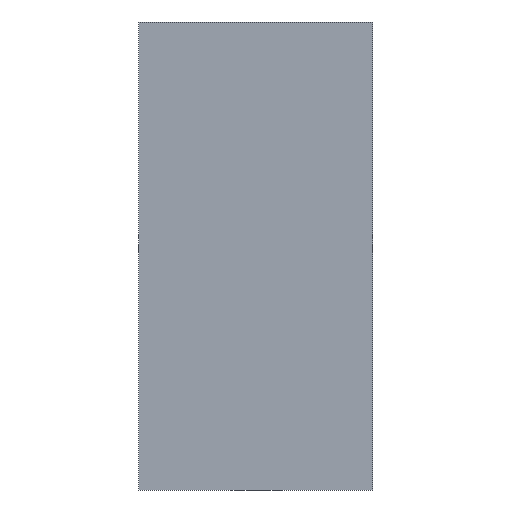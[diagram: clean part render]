
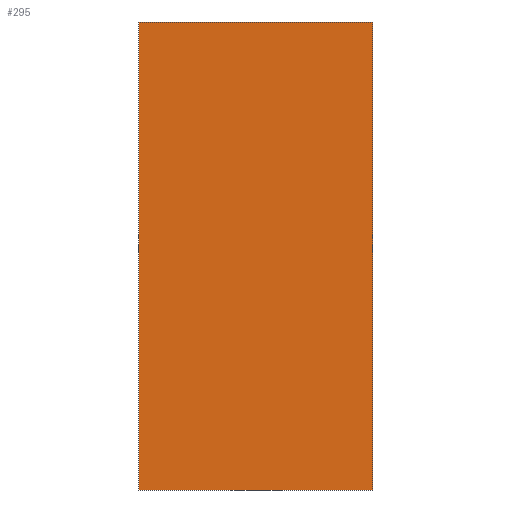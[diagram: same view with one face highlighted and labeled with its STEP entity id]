
A CAD part, front view. The second image highlights one B-rep face of the part: STEP entity #295.
In plain terms, the highlighted planar face has unit normal (0, -1, 0).
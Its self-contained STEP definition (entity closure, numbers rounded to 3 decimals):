
#3 = PLANE ( 'NONE',  #154 ) ;
#11 = ORIENTED_EDGE ( 'NONE', *, *, #241, .T. ) ;
#14 = EDGE_CURVE ( 'NONE', #127, #129, #283, .T. ) ;
#23 = VECTOR ( 'NONE', #25, 1000. ) ;
#25 = DIRECTION ( 'NONE',  ( 0., 0., -1. ) ) ;
#39 = FACE_OUTER_BOUND ( 'NONE', #235, .T. ) ;
#46 = DIRECTION ( 'NONE',  ( 1., 0., 0. ) ) ;
#49 = EDGE_CURVE ( 'NONE', #132, #127, #237, .T. ) ;
#52 = CARTESIAN_POINT ( 'NONE',  ( 3.5, -25., 14. ) ) ;
#60 = DIRECTION ( 'NONE',  ( 0., 0., -1. ) ) ;
#61 = DIRECTION ( 'NONE',  ( 0., 0., 1. ) ) ;
#62 = VECTOR ( 'NONE', #60, 1000. ) ;
#100 = ORIENTED_EDGE ( 'NONE', *, *, #14, .F. ) ;
#115 = CARTESIAN_POINT ( 'NONE',  ( -3.5, -25., 14. ) ) ;
#125 = DIRECTION ( 'NONE',  ( 0., 1., 0. ) ) ;
#127 = VERTEX_POINT ( 'NONE', #382 ) ;
#129 = VERTEX_POINT ( 'NONE', #286 ) ;
#132 = VERTEX_POINT ( 'NONE', #115 ) ;
#141 = VECTOR ( 'NONE', #46, 1000. ) ;
#154 = AXIS2_PLACEMENT_3D ( 'NONE', #156, #125, #61 ) ;
#156 = CARTESIAN_POINT ( 'NONE',  ( -3.5, -25., 14. ) ) ;
#177 = DIRECTION ( 'NONE',  ( 1., 0., 0. ) ) ;
#188 = CARTESIAN_POINT ( 'NONE',  ( -3.5, -25., 0. ) ) ;
#195 = CARTESIAN_POINT ( 'NONE',  ( -3.5, -25., 0. ) ) ;
#223 = ORIENTED_EDGE ( 'NONE', *, *, #353, .T. ) ;
#232 = CARTESIAN_POINT ( 'NONE',  ( -3.5, -25., 14. ) ) ;
#235 = EDGE_LOOP ( 'NONE', ( #223, #100, #374, #11 ) ) ;
#237 = LINE ( 'NONE', #232, #384 ) ;
#241 = EDGE_CURVE ( 'NONE', #132, #340, #292, .T. ) ;
#254 = LINE ( 'NONE', #195, #141 ) ;
#283 = LINE ( 'NONE', #52, #23 ) ;
#286 = CARTESIAN_POINT ( 'NONE',  ( 3.5, -25., 0. ) ) ;
#292 = LINE ( 'NONE', #330, #62 ) ;
#295 = ADVANCED_FACE ( 'NONE', ( #39 ), #3, .F. ) ;
#330 = CARTESIAN_POINT ( 'NONE',  ( -3.5, -25., 14. ) ) ;
#340 = VERTEX_POINT ( 'NONE', #188 ) ;
#353 = EDGE_CURVE ( 'NONE', #340, #129, #254, .T. ) ;
#374 = ORIENTED_EDGE ( 'NONE', *, *, #49, .F. ) ;
#382 = CARTESIAN_POINT ( 'NONE',  ( 3.5, -25., 14. ) ) ;
#384 = VECTOR ( 'NONE', #177, 1000. ) ;
